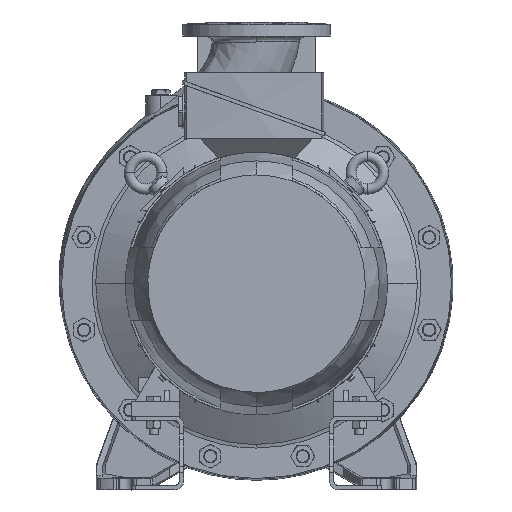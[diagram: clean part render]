
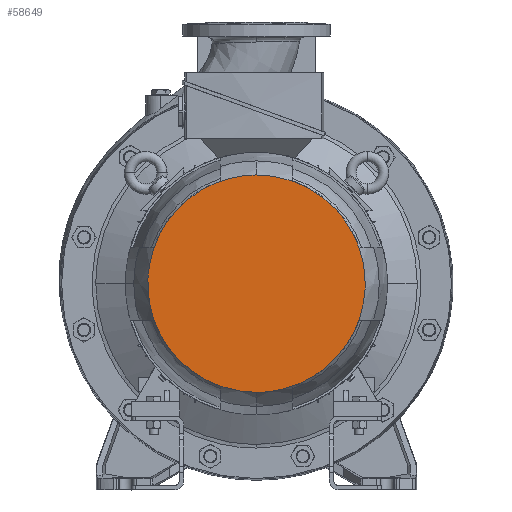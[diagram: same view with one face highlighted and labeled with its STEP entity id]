
A CAD part, left-side view. The second image highlights one B-rep face of the part: STEP entity #58649.
In plain terms, the highlighted planar face has unit normal (-1, 0, 0).
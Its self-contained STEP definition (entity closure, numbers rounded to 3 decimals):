
#4996 = CARTESIAN_POINT ( 'NONE',  ( -777.8, 0., -147.5 ) ) ;
#6873 = VERTEX_POINT ( 'NONE', #98226 ) ;
#10077 = CARTESIAN_POINT ( 'NONE',  ( -777.8, 0., -147.5 ) ) ;
#11825 = AXIS2_PLACEMENT_3D ( 'NONE', #80023, #57978, #134144 ) ;
#14531 = PLANE ( 'NONE',  #11825 ) ;
#17085 = CARTESIAN_POINT ( 'NONE',  ( -777.8, -147.5, 0. ) ) ;
#19066 = EDGE_CURVE ( 'NONE', #6873, #125471, #109430, .T. ) ;
#26371 = CARTESIAN_POINT ( 'NONE',  ( -777.8, -147.5, 147.5 ) ) ;
#29360 = CARTESIAN_POINT ( 'NONE',  ( -777.8, 0., 147.5 ) ) ;
#34234 = CARTESIAN_POINT ( 'NONE',  ( -777.8, 147.5, 0. ) ) ;
#49125 = EDGE_CURVE ( 'NONE', #125471, #6873, #54161, .T. ) ;
#53519 = CARTESIAN_POINT ( 'NONE',  ( -777.8, 147.5, -147.5 ) ) ;
#54161 =( BOUNDED_CURVE ( )  B_SPLINE_CURVE ( 2, ( #60523, #26371, #17085, #101830, #4996 ),
 .UNSPECIFIED., .F., .F. ) 
 B_SPLINE_CURVE_WITH_KNOTS ( ( 3, 2, 3 ),
 ( 0., 0.231, 0.461 ),
 .UNSPECIFIED. ) 
 CURVE ( )  GEOMETRIC_REPRESENTATION_ITEM ( )  RATIONAL_B_SPLINE_CURVE ( ( 0.984, 0.696, 0.984, 0.696, 0.984 ) ) 
 REPRESENTATION_ITEM ( '' )  );
#57978 = DIRECTION ( 'NONE',  ( -1., 0., 0. ) ) ;
#58649 = ADVANCED_FACE ( 'NONE', ( #101378 ), #14531, .T. ) ;
#60523 = CARTESIAN_POINT ( 'NONE',  ( -777.8, 0., 147.5 ) ) ;
#72876 = ORIENTED_EDGE ( 'NONE', *, *, #49125, .F. ) ;
#77637 = CARTESIAN_POINT ( 'NONE',  ( -777.8, 147.5, 147.5 ) ) ;
#80023 = CARTESIAN_POINT ( 'NONE',  ( -777.8, -162.25, -162.25 ) ) ;
#88212 = ORIENTED_EDGE ( 'NONE', *, *, #19066, .F. ) ;
#98226 = CARTESIAN_POINT ( 'NONE',  ( -777.8, 0., -147.5 ) ) ;
#101378 = FACE_OUTER_BOUND ( 'NONE', #107675, .T. ) ;
#101830 = CARTESIAN_POINT ( 'NONE',  ( -777.8, -147.5, -147.5 ) ) ;
#107675 = EDGE_LOOP ( 'NONE', ( #88212, #72876 ) ) ;
#109430 =( BOUNDED_CURVE ( )  B_SPLINE_CURVE ( 2, ( #10077, #53519, #34234, #77637, #121047 ),
 .UNSPECIFIED., .F., .F. ) 
 B_SPLINE_CURVE_WITH_KNOTS ( ( 3, 2, 3 ),
 ( 0., 0.231, 0.461 ),
 .UNSPECIFIED. ) 
 CURVE ( )  GEOMETRIC_REPRESENTATION_ITEM ( )  RATIONAL_B_SPLINE_CURVE ( ( 0.984, 0.696, 0.984, 0.696, 0.984 ) ) 
 REPRESENTATION_ITEM ( '' )  );
#121047 = CARTESIAN_POINT ( 'NONE',  ( -777.8, 0., 147.5 ) ) ;
#125471 = VERTEX_POINT ( 'NONE', #29360 ) ;
#134144 = DIRECTION ( 'NONE',  ( 0., 0., 1. ) ) ;
